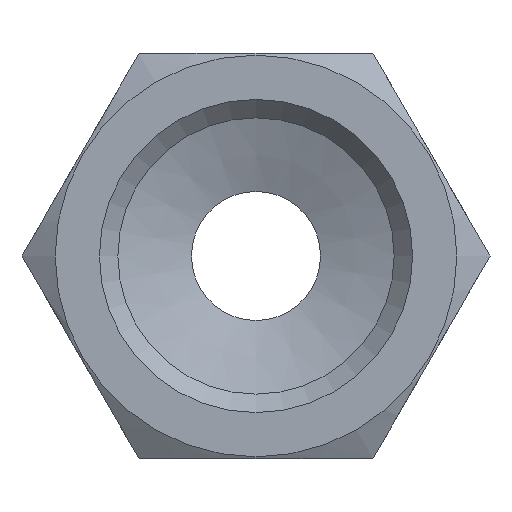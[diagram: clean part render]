
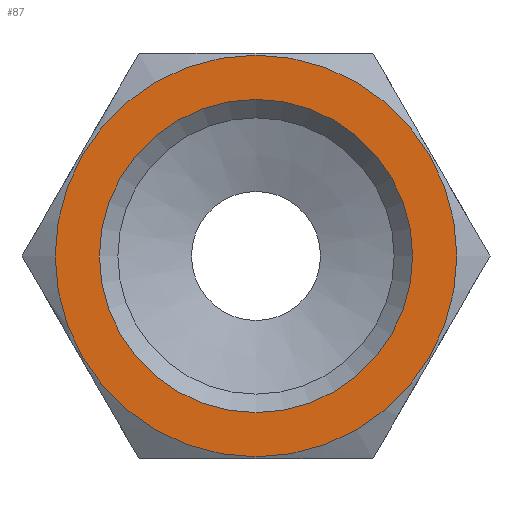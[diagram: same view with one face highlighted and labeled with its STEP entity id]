
A CAD part, front view. The second image highlights one B-rep face of the part: STEP entity #87.
In plain terms, the highlighted planar face has unit normal (0, -1, 0).
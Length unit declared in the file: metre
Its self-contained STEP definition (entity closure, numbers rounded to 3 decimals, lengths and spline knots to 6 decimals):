
#87 = ADVANCED_FACE( 'NONE', ( #207, #208 ), #209, .T. );
#207 = FACE_OUTER_BOUND( '', #374, .T. );
#208 = FACE_BOUND( '', #375, .T. );
#209 = PLANE( '', #376 );
#374 = EDGE_LOOP( '', ( #582 ) );
#375 = EDGE_LOOP( '', ( #583 ) );
#376 = AXIS2_PLACEMENT_3D( '', #584, #585, #586 );
#582 = ORIENTED_EDGE( '', *, *, #850, .T. );
#583 = ORIENTED_EDGE( '', *, *, #863, .F. );
#584 = CARTESIAN_POINT( '', ( 0., 0., 0. ) );
#585 = DIRECTION( '', ( 0., -1., 0. ) );
#586 = DIRECTION( '', ( 0., 0., -1. ) );
#850 = EDGE_CURVE( 'NONE', #993, #993, #994, .T. );
#863 = EDGE_CURVE( 'NONE', #1013, #1013, #1014, .T. );
#993 = VERTEX_POINT( '', #1276 );
#994 = CIRCLE( '', #1277, 0.0109 );
#1013 = VERTEX_POINT( '', #1315 );
#1014 = CIRCLE( '', #1316, 0.0085 );
#1276 = CARTESIAN_POINT( '', ( 0., 0., -0.0109 ) );
#1277 = AXIS2_PLACEMENT_3D( '', #1515, #1516, #1517 );
#1315 = CARTESIAN_POINT( '', ( 0., 0., -0.0085 ) );
#1316 = AXIS2_PLACEMENT_3D( '', #1527, #1528, #1529 );
#1515 = CARTESIAN_POINT( '', ( 0., 0., 0. ) );
#1516 = DIRECTION( '', ( 0., -1., 0. ) );
#1517 = DIRECTION( '', ( 0., 0., -1. ) );
#1527 = CARTESIAN_POINT( '', ( 0., 0., 0. ) );
#1528 = DIRECTION( '', ( 0., -1., 0. ) );
#1529 = DIRECTION( '', ( 0., 0., -1. ) );
